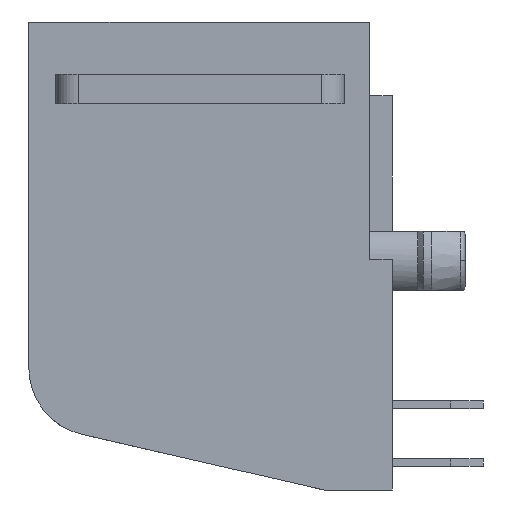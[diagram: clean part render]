
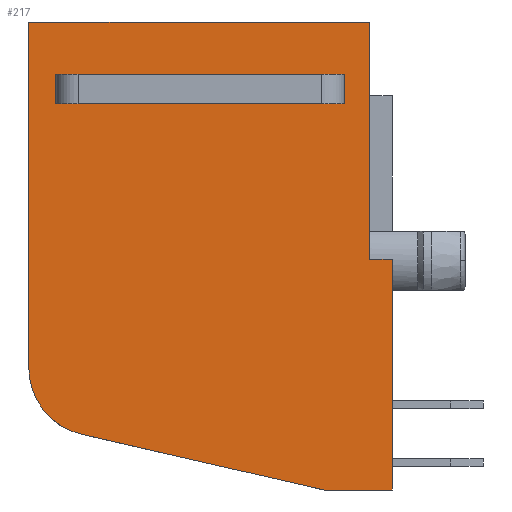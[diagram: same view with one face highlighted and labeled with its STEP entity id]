
A CAD part, left-side view. The second image highlights one B-rep face of the part: STEP entity #217.
In plain terms, the highlighted planar face has unit normal (-1, 0, 0).
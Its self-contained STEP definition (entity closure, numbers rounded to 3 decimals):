
#217=ADVANCED_FACE('',(#550,#551),#552,.F.);
#550=FACE_OUTER_BOUND('',#927,.T.);
#551=FACE_BOUND('',#928,.T.);
#552=PLANE('',#929);
#927=EDGE_LOOP('',(#2224,#2225,#2226,#2227,#2228,#2229,#2230,#2231));
#928=EDGE_LOOP('',(#2232,#2233,#2234,#2235));
#929=AXIS2_PLACEMENT_3D('',#2236,#2237,#2238);
#2224=ORIENTED_EDGE('',*,*,#2778,.T.);
#2225=ORIENTED_EDGE('',*,*,#2836,.T.);
#2226=ORIENTED_EDGE('',*,*,#3018,.F.);
#2227=ORIENTED_EDGE('',*,*,#3019,.F.);
#2228=ORIENTED_EDGE('',*,*,#3020,.F.);
#2229=ORIENTED_EDGE('',*,*,#3021,.F.);
#2230=ORIENTED_EDGE('',*,*,#3022,.F.);
#2231=ORIENTED_EDGE('',*,*,#3003,.F.);
#2232=ORIENTED_EDGE('',*,*,#3023,.T.);
#2233=ORIENTED_EDGE('',*,*,#3024,.T.);
#2234=ORIENTED_EDGE('',*,*,#3025,.T.);
#2235=ORIENTED_EDGE('',*,*,#3026,.T.);
#2236=CARTESIAN_POINT('',(-5.6,6.57,-9.602));
#2237=DIRECTION('',(1.0,0.0,0.));
#2238=DIRECTION('',(0.,0.0,-1.0));
#2778=EDGE_CURVE('',#3432,#3430,#3433,.T.);
#2836=EDGE_CURVE('',#3430,#3524,#3526,.T.);
#3003=EDGE_CURVE('',#3432,#3799,#3800,.T.);
#3018=EDGE_CURVE('',#3821,#3524,#3822,.T.);
#3019=EDGE_CURVE('',#3823,#3821,#3824,.T.);
#3020=EDGE_CURVE('',#3825,#3823,#3826,.T.);
#3021=EDGE_CURVE('',#3827,#3825,#3828,.T.);
#3022=EDGE_CURVE('',#3799,#3827,#3829,.T.);
#3023=EDGE_CURVE('',#3830,#3831,#3832,.T.);
#3024=EDGE_CURVE('',#3831,#3833,#3834,.T.);
#3025=EDGE_CURVE('',#3833,#3835,#3836,.T.);
#3026=EDGE_CURVE('',#3835,#3830,#3837,.T.);
#3430=VERTEX_POINT('',#4571);
#3432=VERTEX_POINT('',#4574);
#3433=LINE('',#4575,#4576);
#3524=VERTEX_POINT('',#4828);
#3526=LINE('',#4831,#4832);
#3799=VERTEX_POINT('',#5271);
#3800=LINE('',#5272,#5273);
#3821=VERTEX_POINT('',#5307);
#3822=LINE('',#5308,#5309);
#3823=VERTEX_POINT('',#5310);
#3824=LINE('',#5311,#5312);
#3825=VERTEX_POINT('',#5313);
#3826=CIRCLE('',#5314,3.);
#3827=VERTEX_POINT('',#5315);
#3828=LINE('',#5316,#5317);
#3829=LINE('',#5318,#5319);
#3830=VERTEX_POINT('',#5320);
#3831=VERTEX_POINT('',#5321);
#3832=LINE('',#5322,#5323);
#3833=VERTEX_POINT('',#5324);
#3834=LINE('',#5325,#5326);
#3835=VERTEX_POINT('',#5327);
#3836=LINE('',#5328,#5329);
#3837=LINE('',#5330,#5331);
#4571=CARTESIAN_POINT('',(-5.6,0.0,-10.45));
#4574=CARTESIAN_POINT('',(-5.6,-1.,-10.45));
#4575=CARTESIAN_POINT('',(-5.6,3.285,-10.45));
#4576=VECTOR('',#5787,1.0);
#4828=CARTESIAN_POINT('',(-5.6,0.0,0.));
#4831=CARTESIAN_POINT('',(-5.6,0.0,-7.843));
#4832=VECTOR('',#5860,1.0);
#5271=CARTESIAN_POINT('',(-5.6,-1.0,-20.6));
#5272=CARTESIAN_POINT('',(-5.6,-1.,0.));
#5273=VECTOR('',#6027,1.0);
#5307=CARTESIAN_POINT('',(-5.6,15.0,0.));
#5308=CARTESIAN_POINT('',(-5.6,15.0,0.));
#5309=VECTOR('',#6044,1.0);
#5310=CARTESIAN_POINT('',(-5.6,15.0,-15.222));
#5311=CARTESIAN_POINT('',(-5.6,15.0,-15.222));
#5312=VECTOR('',#6045,1.0);
#5313=CARTESIAN_POINT('',(-5.6,12.672,-18.145));
#5314=AXIS2_PLACEMENT_3D('',#6046,#6047,#6048);
#5315=CARTESIAN_POINT('',(-5.6,2.0,-20.6));
#5316=CARTESIAN_POINT('',(-5.6,2.0,-20.6));
#5317=VECTOR('',#6049,1.0);
#5318=CARTESIAN_POINT('',(-5.6,-1.0,-20.6));
#5319=VECTOR('',#6050,1.0);
#5320=CARTESIAN_POINT('',(-5.6,1.125,-2.3));
#5321=CARTESIAN_POINT('',(-5.6,1.125,-3.6));
#5322=CARTESIAN_POINT('',(-5.6,1.125,-5.951));
#5323=VECTOR('',#6051,1.0);
#5324=CARTESIAN_POINT('',(-5.6,13.825,-3.6));
#5325=CARTESIAN_POINT('',(-5.6,7.022,-3.6));
#5326=VECTOR('',#6052,1.0);
#5327=CARTESIAN_POINT('',(-5.6,13.825,-2.3));
#5328=CARTESIAN_POINT('',(-5.6,13.825,-5.951));
#5329=VECTOR('',#6053,1.0);
#5330=CARTESIAN_POINT('',(-5.6,7.022,-2.3));
#5331=VECTOR('',#6054,1.0);
#5787=DIRECTION('',(0.0,1.0,0.0));
#5860=DIRECTION('',(0.,0.0,1.0));
#6027=DIRECTION('',(0.,0.,-1.0));
#6044=DIRECTION('',(0.,-1.0,0.));
#6045=DIRECTION('',(0.,0.0,1.0));
#6046=CARTESIAN_POINT('',(-5.6,12.,-15.222));
#6047=DIRECTION('',(1.0,0.0,0.));
#6048=DIRECTION('',(0.,0.0,-1.0));
#6049=DIRECTION('',(0.,0.975,0.224));
#6050=DIRECTION('',(0.0,1.0,0.0));
#6051=DIRECTION('',(0.,0.0,-1.0));
#6052=DIRECTION('',(0.0,1.0,0.0));
#6053=DIRECTION('',(0.,0.,1.0));
#6054=DIRECTION('',(0.0,-1.0,0.0));
